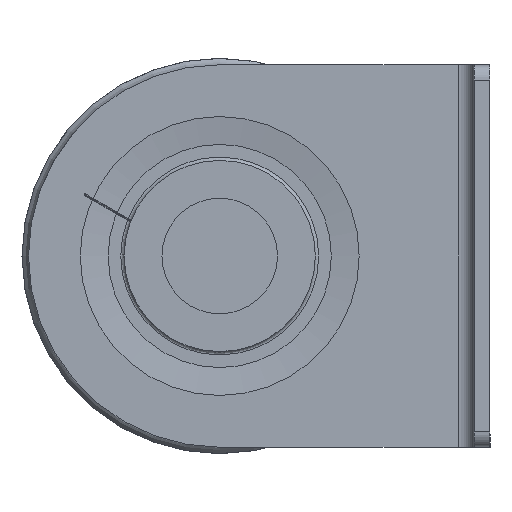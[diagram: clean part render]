
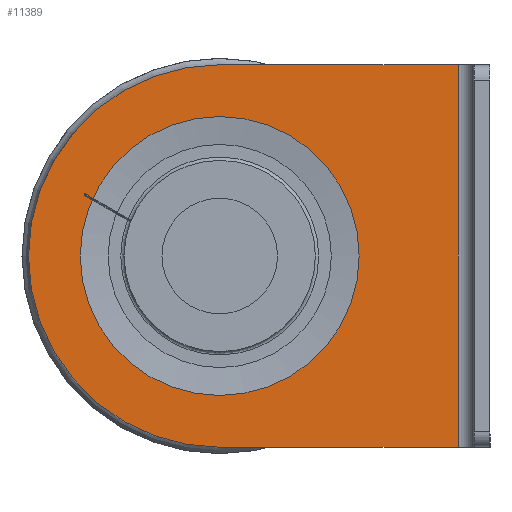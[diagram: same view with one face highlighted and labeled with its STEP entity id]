
A CAD part, left-side view. The second image highlights one B-rep face of the part: STEP entity #11389.
In plain terms, the highlighted planar face has unit normal (-1, 0, 0).
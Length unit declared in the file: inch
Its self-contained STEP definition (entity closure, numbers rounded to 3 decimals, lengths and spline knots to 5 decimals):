
#30 = CARTESIAN_POINT ( 'NONE',  ( -8.06272, -1.87, 1.5 ) ) ;
#153 = DIRECTION ( 'NONE',  ( 0., 0., -1. ) ) ;
#357 = DIRECTION ( 'NONE',  ( -1., 0., 0. ) ) ;
#385 = VERTEX_POINT ( 'NONE', #10834 ) ;
#498 = DIRECTION ( 'NONE',  ( 0., 0., 1. ) ) ;
#1209 = FACE_BOUND ( 'NONE', #3327, .T. ) ;
#1216 = CIRCLE ( 'NONE', #6838, 1.5 ) ;
#1227 = DIRECTION ( 'NONE',  ( -1., 0., 0. ) ) ;
#1487 = VERTEX_POINT ( 'NONE', #10808 ) ;
#1807 = ORIENTED_EDGE ( 'NONE', *, *, #3259, .F. ) ;
#2149 = DIRECTION ( 'NONE',  ( -1., 0., 0. ) ) ;
#2259 = LINE ( 'NONE', #10298, #6188 ) ;
#2285 = DIRECTION ( 'NONE',  ( 0., 1., 0. ) ) ;
#3070 = CARTESIAN_POINT ( 'NONE',  ( -8.06272, 0., -1.5 ) ) ;
#3092 = ORIENTED_EDGE ( 'NONE', *, *, #6836, .F. ) ;
#3100 = PLANE ( 'NONE',  #9985 ) ;
#3259 = EDGE_CURVE ( 'NONE', #385, #11669, #9385, .T. ) ;
#3327 = EDGE_LOOP ( 'NONE', ( #3092 ) ) ;
#3375 = CARTESIAN_POINT ( 'NONE',  ( -8.06272, 0., 0. ) ) ;
#3566 = CARTESIAN_POINT ( 'NONE',  ( -8.06272, 0., 0. ) ) ;
#3790 = CARTESIAN_POINT ( 'NONE',  ( -8.06272, -1.87, -1.5 ) ) ;
#3885 = EDGE_CURVE ( 'NONE', #1487, #8215, #1216, .T. ) ;
#4181 = FACE_OUTER_BOUND ( 'NONE', #4377, .T. ) ;
#4194 = VECTOR ( 'NONE', #153, 39.37008 ) ;
#4377 = EDGE_LOOP ( 'NONE', ( #5089, #7513, #9081, #1807, #7724 ) ) ;
#4763 = VECTOR ( 'NONE', #10912, 39.37008 ) ;
#5089 = ORIENTED_EDGE ( 'NONE', *, *, #3885, .T. ) ;
#6019 = AXIS2_PLACEMENT_3D ( 'NONE', #12141, #1227, #10219 ) ;
#6188 = VECTOR ( 'NONE', #2285, 39.37008 ) ;
#6413 = EDGE_CURVE ( 'NONE', #8215, #9004, #9079, .T. ) ;
#6819 = EDGE_CURVE ( 'NONE', #385, #1487, #2259, .T. ) ;
#6836 = EDGE_CURVE ( 'NONE', #7395, #7395, #11812, .T. ) ;
#6838 = AXIS2_PLACEMENT_3D ( 'NONE', #3566, #7630, #498 ) ;
#7051 = EDGE_CURVE ( 'NONE', #11669, #9004, #7432, .T. ) ;
#7395 = VERTEX_POINT ( 'NONE', #11013 ) ;
#7432 = LINE ( 'NONE', #9800, #4763 ) ;
#7433 = CARTESIAN_POINT ( 'NONE',  ( -8.06272, 1.5, 0. ) ) ;
#7513 = ORIENTED_EDGE ( 'NONE', *, *, #6413, .T. ) ;
#7630 = DIRECTION ( 'NONE',  ( -1., 0., 0. ) ) ;
#7724 = ORIENTED_EDGE ( 'NONE', *, *, #6819, .T. ) ;
#8145 = CARTESIAN_POINT ( 'NONE',  ( -8.06272, -1.87, 1.5 ) ) ;
#8215 = VERTEX_POINT ( 'NONE', #7433 ) ;
#9004 = VERTEX_POINT ( 'NONE', #3070 ) ;
#9079 = CIRCLE ( 'NONE', #11375, 1.5 ) ;
#9081 = ORIENTED_EDGE ( 'NONE', *, *, #7051, .F. ) ;
#9385 = LINE ( 'NONE', #30, #4194 ) ;
#9800 = CARTESIAN_POINT ( 'NONE',  ( -8.06272, -1.87, -1.5 ) ) ;
#9985 = AXIS2_PLACEMENT_3D ( 'NONE', #8145, #2149, #11134 ) ;
#10219 = DIRECTION ( 'NONE',  ( 0., 0., 1. ) ) ;
#10298 = CARTESIAN_POINT ( 'NONE',  ( -8.06272, -1.87, 1.5 ) ) ;
#10437 = DIRECTION ( 'NONE',  ( 0., 0., 1. ) ) ;
#10808 = CARTESIAN_POINT ( 'NONE',  ( -8.06272, 0., 1.5 ) ) ;
#10834 = CARTESIAN_POINT ( 'NONE',  ( -8.06272, -1.87, 1.5 ) ) ;
#10912 = DIRECTION ( 'NONE',  ( 0., 1., 0. ) ) ;
#11013 = CARTESIAN_POINT ( 'NONE',  ( -8.06272, 0., 1.09375 ) ) ;
#11134 = DIRECTION ( 'NONE',  ( 0., 0., 1. ) ) ;
#11375 = AXIS2_PLACEMENT_3D ( 'NONE', #3375, #357, #10437 ) ;
#11389 = ADVANCED_FACE ( 'NONE', ( #1209, #4181 ), #3100, .T. ) ;
#11669 = VERTEX_POINT ( 'NONE', #3790 ) ;
#11812 = CIRCLE ( 'NONE', #6019, 1.09375 ) ;
#12141 = CARTESIAN_POINT ( 'NONE',  ( -8.06272, 0., 0. ) ) ;
